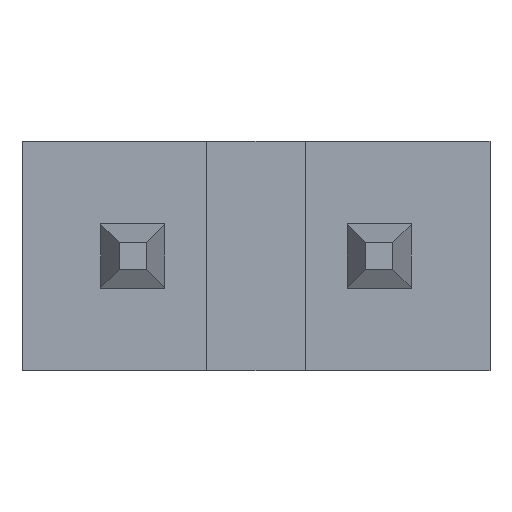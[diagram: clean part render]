
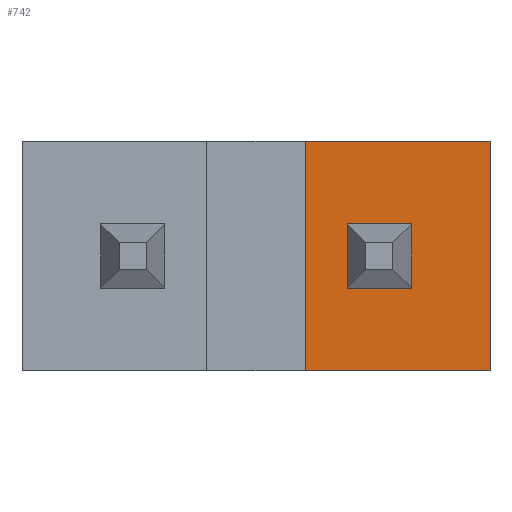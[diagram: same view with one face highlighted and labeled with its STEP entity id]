
A CAD part, front view. The second image highlights one B-rep face of the part: STEP entity #742.
In plain terms, the highlighted planar face has unit normal (0, -1, 0).
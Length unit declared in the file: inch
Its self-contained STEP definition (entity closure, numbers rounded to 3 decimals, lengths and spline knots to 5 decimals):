
#97=DIRECTION('',(0.,0.,-1.));
#98=VECTOR('',#97,0.093);
#99=CARTESIAN_POINT('',(0.095,-0.05,0.0465));
#100=LINE('',#99,#98);
#105=DIRECTION('',(1.,0.,0.));
#106=VECTOR('',#105,0.075);
#107=CARTESIAN_POINT('',(0.02,-0.05,0.0465));
#108=LINE('',#107,#106);
#109=DIRECTION('',(-1.,0.,0.));
#110=VECTOR('',#109,0.075);
#111=CARTESIAN_POINT('',(0.095,-0.05,-0.0465));
#112=LINE('',#111,#110);
#113=DIRECTION('',(0.,0.,-1.));
#114=VECTOR('',#113,0.026);
#115=CARTESIAN_POINT('',(0.037,-0.05,0.013));
#116=LINE('',#115,#114);
#117=DIRECTION('',(1.,0.,0.));
#118=VECTOR('',#117,0.026);
#119=CARTESIAN_POINT('',(0.037,-0.05,-0.013));
#120=LINE('',#119,#118);
#121=DIRECTION('',(0.,0.,-1.));
#122=VECTOR('',#121,0.026);
#123=CARTESIAN_POINT('',(0.063,-0.05,0.013));
#124=LINE('',#123,#122);
#125=DIRECTION('',(1.,0.,0.));
#126=VECTOR('',#125,0.026);
#127=CARTESIAN_POINT('',(0.037,-0.05,0.013));
#128=LINE('',#127,#126);
#149=DIRECTION('',(0.,0.,-1.));
#150=VECTOR('',#149,0.093);
#151=CARTESIAN_POINT('',(0.02,-0.05,0.0465));
#152=LINE('',#151,#150);
#485=CARTESIAN_POINT('',(0.095,-0.05,0.0465));
#486=CARTESIAN_POINT('',(0.095,-0.05,-0.0465));
#487=VERTEX_POINT('',#485);
#488=VERTEX_POINT('',#486);
#498=CARTESIAN_POINT('',(0.02,-0.05,0.0465));
#500=VERTEX_POINT('',#498);
#503=CARTESIAN_POINT('',(0.02,-0.05,-0.0465));
#504=VERTEX_POINT('',#503);
#505=CARTESIAN_POINT('',(0.037,-0.05,0.013));
#506=CARTESIAN_POINT('',(0.037,-0.05,-0.013));
#507=VERTEX_POINT('',#505);
#508=VERTEX_POINT('',#506);
#509=CARTESIAN_POINT('',(0.063,-0.05,0.013));
#510=CARTESIAN_POINT('',(0.063,-0.05,-0.013));
#511=VERTEX_POINT('',#509);
#512=VERTEX_POINT('',#510);
#719=CARTESIAN_POINT('',(0.08,-0.05,0.0465));
#720=DIRECTION('',(0.,1.,0.));
#721=DIRECTION('',(-1.,0.,0.));
#722=AXIS2_PLACEMENT_3D('',#719,#720,#721);
#723=PLANE('',#722);
#725=ORIENTED_EDGE('',*,*,#724,.T.);
#726=ORIENTED_EDGE('',*,*,#712,.T.);
#727=ORIENTED_EDGE('',*,*,#673,.T.);
#729=ORIENTED_EDGE('',*,*,#728,.F.);
#730=EDGE_LOOP('',(#725,#726,#727,#729));
#731=FACE_OUTER_BOUND('',#730,.F.);
#733=ORIENTED_EDGE('',*,*,#732,.T.);
#735=ORIENTED_EDGE('',*,*,#734,.T.);
#737=ORIENTED_EDGE('',*,*,#736,.F.);
#739=ORIENTED_EDGE('',*,*,#738,.F.);
#740=EDGE_LOOP('',(#733,#735,#737,#739));
#741=FACE_BOUND('',#740,.F.);
#742=ADVANCED_FACE('',(#731,#741),#723,.F.);
#673=EDGE_CURVE('',#488,#504,#112,.T.);
#712=EDGE_CURVE('',#487,#488,#100,.T.);
#724=EDGE_CURVE('',#500,#487,#108,.T.);
#728=EDGE_CURVE('',#500,#504,#152,.T.);
#732=EDGE_CURVE('',#507,#508,#116,.T.);
#734=EDGE_CURVE('',#508,#512,#120,.T.);
#736=EDGE_CURVE('',#511,#512,#124,.T.);
#738=EDGE_CURVE('',#507,#511,#128,.T.);
